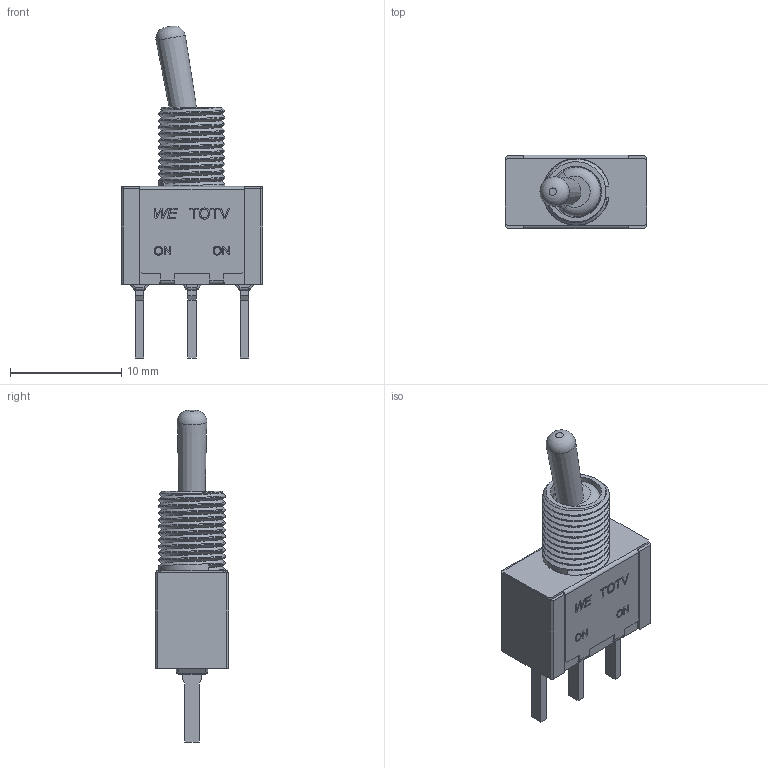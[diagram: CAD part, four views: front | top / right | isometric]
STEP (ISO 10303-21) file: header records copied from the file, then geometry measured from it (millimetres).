
FILE_DESCRIPTION(/* description */ ('Unknown'),/* implementation_level */ '2;1');
FILE_NAME(/* name */ '472121020311',/* time_stamp */ '2021-12-10T14:05:29+01:00',/* author */ ('Unknown'),/* organization */ ('Unknown'),/* preprocessor_version */ 'ST-DEVELOPER v16.7',/* originating_system */ 'Solid Edge',/* authorisation */ 'Unknown');
FILE_SCHEMA (('AUTOMOTIVE_DESIGN {1 0 10303 214 3 1 1}'));
Length unit declared in the file: millimetre
Products named in the file (6): 472121020311; Base; Shielding; Switch; Pin; Glue
Assembly tree (9 placements, depth 2):
  472121020311
    Base
    Shielding
    Switch
    Pin  x3
    Glue  x3
Bounding box: 12.7 x 6.6 x 29.8 mm (x, y, z)
Volume: 886.6 mm3; surface area: 1491 mm2
Topology: 9 solids, 9 shells, 414 faces, 1078 edges, 694 vertices
Faces by surface type: plane 275, cylinder 65, bspline 56, sphere 12, cone 3, torus 3
Full cylindrical faces by diameter (mm): 4.4 x1, 4.6 x1
Entity records: 21258 total; most frequent: CARTESIAN_POINT 11491, ORIENTED_EDGE 1810, DIRECTION 1278, EDGE_CURVE 905, VERTEX_POINT 602, LINE 496, VECTOR 496, AXIS2_PLACEMENT_3D 391
